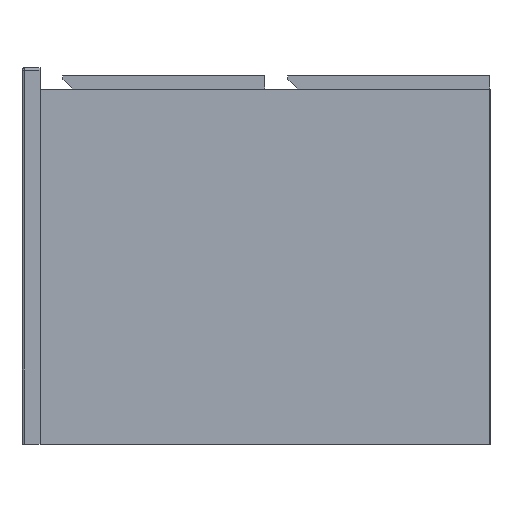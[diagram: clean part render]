
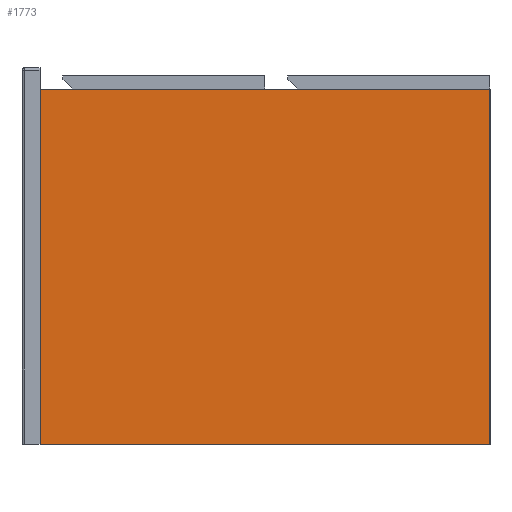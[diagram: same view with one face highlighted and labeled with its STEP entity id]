
A CAD part, left-side view. The second image highlights one B-rep face of the part: STEP entity #1773.
In plain terms, the highlighted planar face has unit normal (-1, 0, 0).
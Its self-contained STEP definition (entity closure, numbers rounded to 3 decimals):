
#285 = EDGE_CURVE ( 'NONE', #2232, #5106, #3641, .T. ) ;
#289 = DIRECTION ( 'NONE',  ( 0., 1., 0. ) ) ;
#343 = VERTEX_POINT ( 'NONE', #2802 ) ;
#349 = AXIS2_PLACEMENT_3D ( 'NONE', #3385, #1004, #3848 ) ;
#428 = DIRECTION ( 'NONE',  ( 0., 1., 0. ) ) ;
#479 = FACE_OUTER_BOUND ( 'NONE', #3983, .T. ) ;
#642 = EDGE_CURVE ( 'NONE', #4640, #2232, #2496, .T. ) ;
#1004 = DIRECTION ( 'NONE',  ( -1., 0., 0. ) ) ;
#1029 = DIRECTION ( 'NONE',  ( 0., 0., -1. ) ) ;
#1207 = CARTESIAN_POINT ( 'NONE',  ( -744., -275., 434. ) ) ;
#1365 = PLANE ( 'NONE',  #349 ) ;
#1773 = ADVANCED_FACE ( 'NONE', ( #479 ), #1365, .T. ) ;
#1892 = EDGE_CURVE ( 'NONE', #4640, #343, #4528, .T. ) ;
#2232 = VERTEX_POINT ( 'NONE', #4292 ) ;
#2239 = EDGE_CURVE ( 'NONE', #343, #5106, #5193, .T. ) ;
#2405 = CARTESIAN_POINT ( 'NONE',  ( -744., 275., 0. ) ) ;
#2496 = LINE ( 'NONE', #1207, #3952 ) ;
#2716 = ORIENTED_EDGE ( 'NONE', *, *, #642, .F. ) ;
#2778 = ORIENTED_EDGE ( 'NONE', *, *, #1892, .T. ) ;
#2802 = CARTESIAN_POINT ( 'NONE',  ( -744., 275., 434. ) ) ;
#3091 = CARTESIAN_POINT ( 'NONE',  ( -744., 275., 434. ) ) ;
#3221 = DIRECTION ( 'NONE',  ( 0., 0., -1. ) ) ;
#3385 = CARTESIAN_POINT ( 'NONE',  ( -744., 275., 434. ) ) ;
#3456 = ORIENTED_EDGE ( 'NONE', *, *, #285, .F. ) ;
#3641 = LINE ( 'NONE', #2405, #3702 ) ;
#3702 = VECTOR ( 'NONE', #428, 1000. ) ;
#3848 = DIRECTION ( 'NONE',  ( 0., 0., 1. ) ) ;
#3952 = VECTOR ( 'NONE', #3221, 1000. ) ;
#3983 = EDGE_LOOP ( 'NONE', ( #3456, #2716, #2778, #4539 ) ) ;
#4292 = CARTESIAN_POINT ( 'NONE',  ( -744., -275., 0. ) ) ;
#4407 = CARTESIAN_POINT ( 'NONE',  ( -744., 275., 0. ) ) ;
#4528 = LINE ( 'NONE', #5098, #5148 ) ;
#4539 = ORIENTED_EDGE ( 'NONE', *, *, #2239, .T. ) ;
#4640 = VERTEX_POINT ( 'NONE', #4948 ) ;
#4948 = CARTESIAN_POINT ( 'NONE',  ( -744., -275., 434. ) ) ;
#5014 = VECTOR ( 'NONE', #1029, 1000. ) ;
#5098 = CARTESIAN_POINT ( 'NONE',  ( -744., 275., 434. ) ) ;
#5106 = VERTEX_POINT ( 'NONE', #4407 ) ;
#5148 = VECTOR ( 'NONE', #289, 1000. ) ;
#5193 = LINE ( 'NONE', #3091, #5014 ) ;
